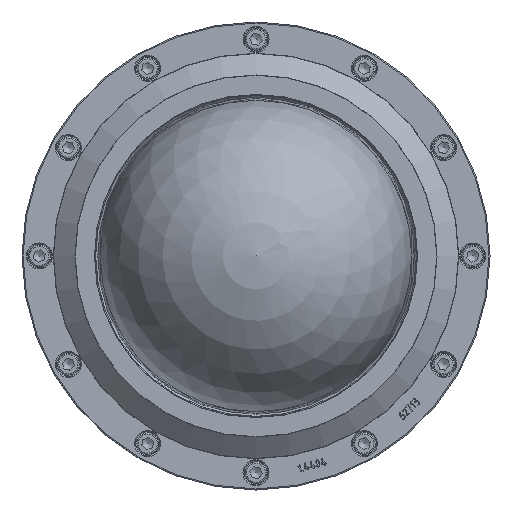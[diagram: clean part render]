
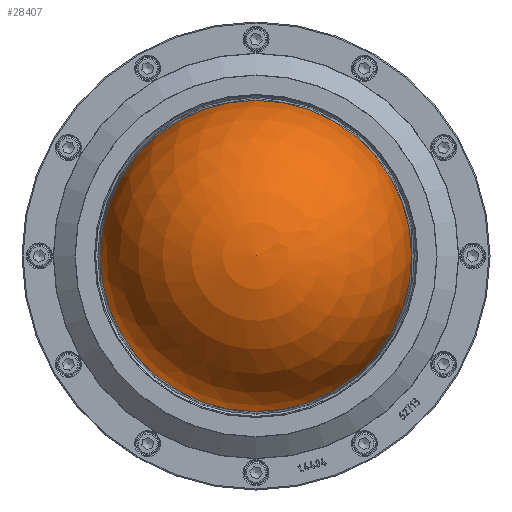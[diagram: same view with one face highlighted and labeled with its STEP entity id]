
A CAD part, front view. The second image highlights one B-rep face of the part: STEP entity #28407.
In plain terms, the highlighted spherical face has radius 72 mm.
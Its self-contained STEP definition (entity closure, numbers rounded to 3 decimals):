
#18=SPHERICAL_SURFACE('',#30860,72.);
#2778=CIRCLE('',#30861,71.825);
#2779=CIRCLE('',#30862,72.);
#4560=FACE_OUTER_BOUND('',#6325,.T.);
#6325=EDGE_LOOP('',(#22092,#22093,#22094));
#12822=VERTEX_POINT('',#47942);
#12823=VERTEX_POINT('',#47944);
#16131=EDGE_CURVE('',#12822,#12822,#2778,.T.);
#16132=EDGE_CURVE('',#12823,#12822,#2779,.T.);
#22092=ORIENTED_EDGE('',*,*,#16131,.T.);
#22093=ORIENTED_EDGE('',*,*,#16132,.F.);
#22094=ORIENTED_EDGE('',*,*,#16132,.T.);
#28407=ADVANCED_FACE('',(#4560),#18,.T.);
#30860=AXIS2_PLACEMENT_3D('',#47941,#35236,#35237);
#30861=AXIS2_PLACEMENT_3D('',#47943,#35238,#35239);
#30862=AXIS2_PLACEMENT_3D('',#47945,#35240,#35241);
#35236=DIRECTION('center_axis',(0.,0.,1.));
#35237=DIRECTION('ref_axis',(-1.,0.,0.));
#35238=DIRECTION('center_axis',(0.,0.,1.));
#35239=DIRECTION('ref_axis',(1.,0.,0.));
#35240=DIRECTION('center_axis',(0.,1.,0.));
#35241=DIRECTION('ref_axis',(1.,0.,0.));
#47941=CARTESIAN_POINT('Origin',(0.,0.,48.308));
#47942=CARTESIAN_POINT('',(71.825,0.,53.331));
#47943=CARTESIAN_POINT('Origin',(0.,0.,53.331));
#47944=CARTESIAN_POINT('',(0.,0.,120.308));
#47945=CARTESIAN_POINT('Origin',(0.,0.,48.308));
